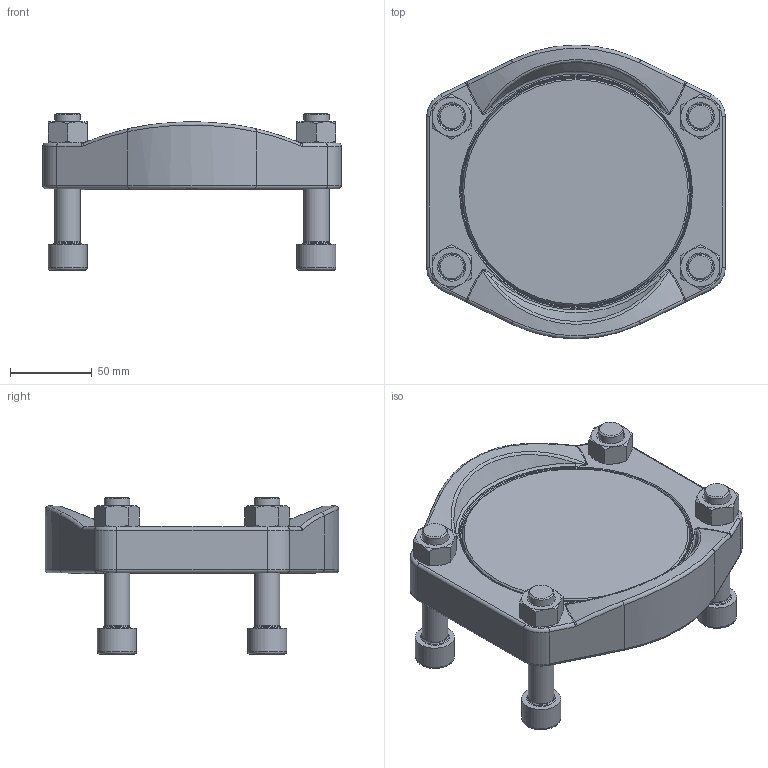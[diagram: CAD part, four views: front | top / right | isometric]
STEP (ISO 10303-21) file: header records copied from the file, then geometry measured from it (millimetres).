
FILE_DESCRIPTION(/* description */ (''),/* implementation_level */ '2;1');
FILE_NAME(/* name */ 'AFGB127-3.stp',/* time_stamp */ '2024-08-05T09:42:52+02:00',/* author */ (''),/* organization */ (''),/* preprocessor_version */ 'ST-DEVELOPER v16',/* originating_system */ 'SIEMENS PLM Software NX 10.0',/* authorisation */ '');
FILE_SCHEMA (('CONFIG_CONTROL_DESIGN'));
Length unit declared in the file: millimetre
Products named in the file (5): X-FM16; X-M16x80I; X-AFKB127-3; X-AFV127-3; AFGB127-3
Assembly tree (10 placements, depth 2):
  AFGB127-3
    X-AFV127-3
    X-AFKB127-3
    X-M16x80I  x4
    X-FM16  x4
Bounding box: 183 x 180 x 96 mm (x, y, z)
Volume: 900049.5 mm3; surface area: 144499.4 mm2
Topology: 10 solids, 10 shells, 298 faces, 620 edges, 348 vertices
Faces by surface type: cone 108, plane 104, cylinder 38, torus 34, bspline 12, sphere 2
Full cylindrical faces by diameter (mm): 14.344 x4, 15.682 x4, 17 x4, 24 x4, 139.6 x1, 140.4 x1, 152.4 x1, 153.2 x1
Entity records: 4908 total; most frequent: CARTESIAN_POINT 1338, DIRECTION 640, ORIENTED_EDGE 526, AXIS2_PLACEMENT_3D 290, EDGE_CURVE 263, EDGE_LOOP 192, VERTEX_POINT 168, CIRCLE 149
